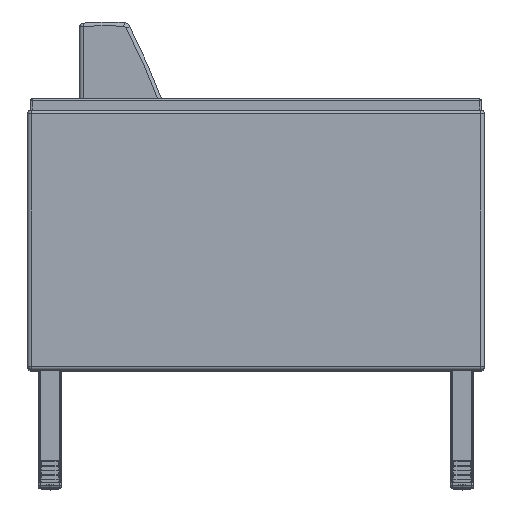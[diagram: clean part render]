
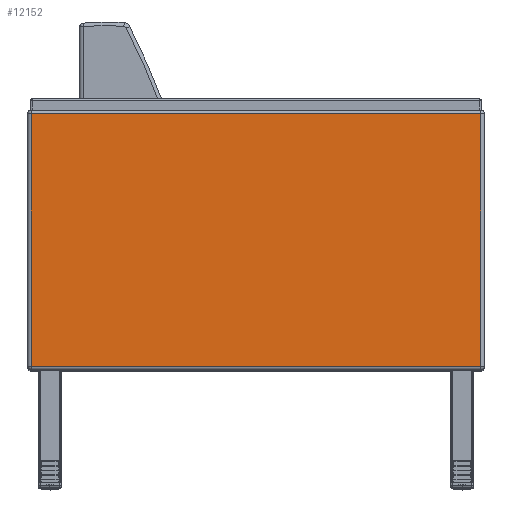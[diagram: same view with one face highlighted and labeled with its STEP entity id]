
A CAD part, top view. The second image highlights one B-rep face of the part: STEP entity #12152.
In plain terms, the highlighted planar face has unit normal (0, 0, 1).
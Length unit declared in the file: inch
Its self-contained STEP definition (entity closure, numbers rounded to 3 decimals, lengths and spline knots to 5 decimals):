
#1046=PLANE('',#13088);
#1295=LINE('',#18253,#2013);
#1297=LINE('',#18256,#2015);
#1307=LINE('',#18271,#2025);
#1309=LINE('',#18274,#2027);
#2013=VECTOR('',#14596,30.25);
#2015=VECTOR('',#14600,17.);
#2025=VECTOR('',#14620,17.);
#2027=VECTOR('',#14624,30.25);
#3028=FACE_OUTER_BOUND('',#3928,.T.);
#3928=EDGE_LOOP('',(#8489,#8490,#8491,#8492));
#5546=VERTEX_POINT('',#18189);
#5552=VERTEX_POINT('',#18203);
#5555=VERTEX_POINT('',#18210);
#5564=VERTEX_POINT('',#18231);
#6595=EDGE_CURVE('',#5555,#5564,#1295,.T.);
#6597=EDGE_CURVE('',#5564,#5552,#1297,.T.);
#6607=EDGE_CURVE('',#5546,#5555,#1307,.T.);
#6609=EDGE_CURVE('',#5552,#5546,#1309,.T.);
#8489=ORIENTED_EDGE('',*,*,#6595,.F.);
#8490=ORIENTED_EDGE('',*,*,#6607,.F.);
#8491=ORIENTED_EDGE('',*,*,#6609,.F.);
#8492=ORIENTED_EDGE('',*,*,#6597,.F.);
#12152=ADVANCED_FACE('',(#3028),#1046,.T.);
#13088=AXIS2_PLACEMENT_3D('',#18282,#14636,#14637);
#14596=DIRECTION('',(1.,0.,0.));
#14600=DIRECTION('',(0.,-1.,0.));
#14620=DIRECTION('',(0.,1.,0.));
#14624=DIRECTION('',(-1.,0.,0.));
#14636=DIRECTION('center_axis',(0.,0.,1.));
#14637=DIRECTION('ref_axis',(1.,0.,0.));
#18189=CARTESIAN_POINT('',(0.25,-17.25,8.5));
#18203=CARTESIAN_POINT('',(30.5,-17.25,8.5));
#18210=CARTESIAN_POINT('',(0.25,-0.25,8.5));
#18231=CARTESIAN_POINT('',(30.5,-0.25,8.5));
#18253=CARTESIAN_POINT('',(23.0625,-0.25,8.5));
#18256=CARTESIAN_POINT('',(30.5,-13.125,8.5));
#18271=CARTESIAN_POINT('',(0.25,-4.375,8.5));
#18274=CARTESIAN_POINT('',(7.6875,-17.25,8.5));
#18282=CARTESIAN_POINT('Origin',(15.375,-8.75,8.5));
